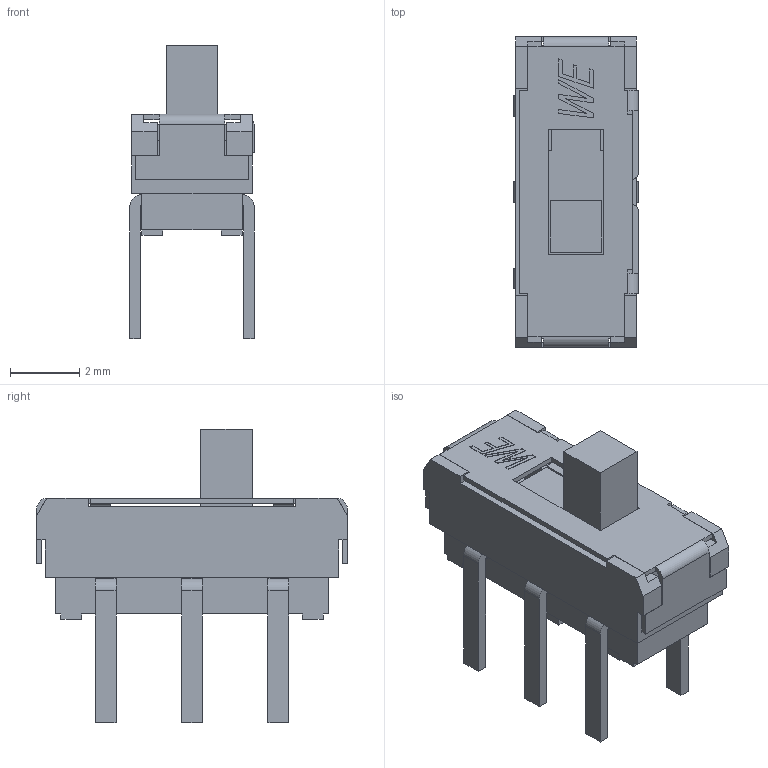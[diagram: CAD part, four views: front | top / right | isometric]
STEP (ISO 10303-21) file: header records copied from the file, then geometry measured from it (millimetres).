
FILE_DESCRIPTION( ( 'Unknown' ), '1' );
FILE_NAME( '452404020202.stp', 'Unknown', ( 'Unknown' ), ( 'Unknown' ), 'PSStep 19.0.9', 'Unknown', ' ' );
FILE_SCHEMA( ( 'AUTOMOTIVE_DESIGN { 1 0 10303 214 1 1 1 1 }' ) );
Length unit declared in the file: millimetre
Products named in the file (4): Assem1; Terminal; Slider; Cover
Assembly tree (3 placements, depth 2):
  Assem1
    Terminal
    Slider
    Cover
Bounding box: 3.6 x 9 x 8.5 mm (x, y, z)
Volume: 77 mm3; surface area: 412.3 mm2
Topology: 3 solids, 3 shells, 333 faces, 921 edges, 610 vertices
Faces by surface type: plane 307, cylinder 26
Entity records: 13123 total; most frequent: CARTESIAN_POINT 1918, ORIENTED_EDGE 1842, DIRECTION 1597, EDGE_CURVE 921, LINE 819, VECTOR 819, VERTEX_POINT 610, AXIS2_PLACEMENT_3D 389
